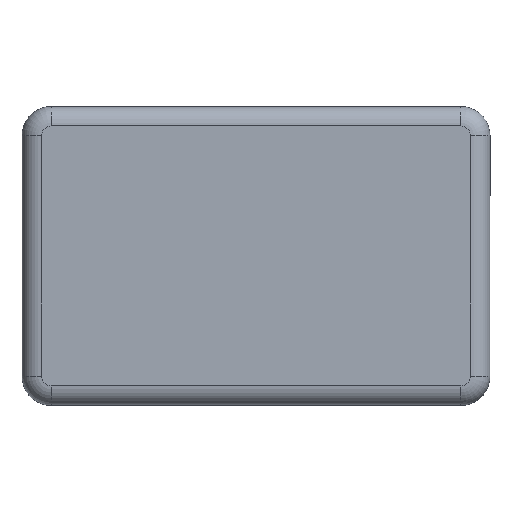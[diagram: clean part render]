
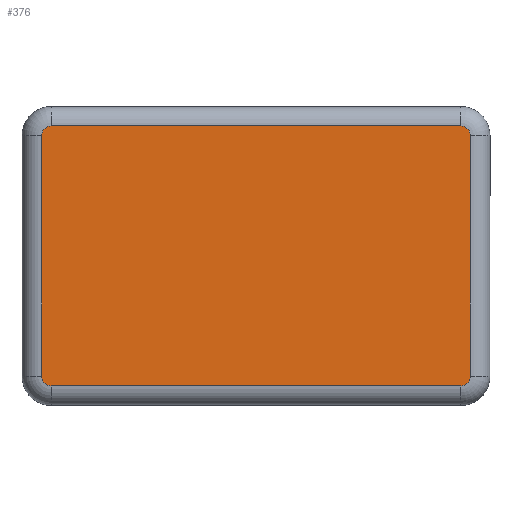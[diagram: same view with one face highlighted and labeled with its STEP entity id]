
A CAD part, top view. The second image highlights one B-rep face of the part: STEP entity #376.
In plain terms, the highlighted planar face has unit normal (0, 0, 1).
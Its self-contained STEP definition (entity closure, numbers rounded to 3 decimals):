
#26 = CARTESIAN_POINT ( 'NONE',  ( -4.841, 14.116, 5.5 ) ) ;
#33 = VERTEX_POINT ( 'NONE', #2102 ) ;
#63 = DIRECTION ( 'NONE',  ( 1., 0., 0. ) ) ;
#74 = CARTESIAN_POINT ( 'NONE',  ( -3.841, 38.716, 5.5 ) ) ;
#241 = EDGE_CURVE ( 'NONE', #362, #858, #2374, .T. ) ;
#262 = VERTEX_POINT ( 'NONE', #1096 ) ;
#362 = VERTEX_POINT ( 'NONE', #1154 ) ;
#376 = ADVANCED_FACE ( 'NONE', ( #2300 ), #526, .T. ) ;
#379 = DIRECTION ( 'NONE',  ( 1., 0., 0. ) ) ;
#382 = LINE ( 'NONE', #1015, #827 ) ;
#387 = VECTOR ( 'NONE', #1089, 1000. ) ;
#392 = VERTEX_POINT ( 'NONE', #1414 ) ;
#409 = EDGE_CURVE ( 'NONE', #858, #884, #2067, .T. ) ;
#526 = PLANE ( 'NONE',  #2574 ) ;
#530 = EDGE_CURVE ( 'NONE', #1434, #362, #382, .T. ) ;
#616 = DIRECTION ( 'NONE',  ( 0., 0., 1. ) ) ;
#717 = DIRECTION ( 'NONE',  ( 1., 0., 0. ) ) ;
#827 = VECTOR ( 'NONE', #2770, 1000. ) ;
#846 = EDGE_LOOP ( 'NONE', ( #1629, #2637, #1963, #1955, #2385, #1581, #2734, #2175 ) ) ;
#858 = VERTEX_POINT ( 'NONE', #2727 ) ;
#884 = VERTEX_POINT ( 'NONE', #26 ) ;
#945 = AXIS2_PLACEMENT_3D ( 'NONE', #2701, #2724, #717 ) ;
#946 = DIRECTION ( 'NONE',  ( 1., 0., 0. ) ) ;
#964 = DIRECTION ( 'NONE',  ( 0., 0., 1. ) ) ;
#978 = LINE ( 'NONE', #1937, #387 ) ;
#1003 = CIRCLE ( 'NONE', #945, 1. ) ;
#1015 = CARTESIAN_POINT ( 'NONE',  ( -3.841, 39.716, 5.5 ) ) ;
#1089 = DIRECTION ( 'NONE',  ( 0., 1., 0. ) ) ;
#1096 = CARTESIAN_POINT ( 'NONE',  ( 39.059, 38.716, 5.5 ) ) ;
#1154 = CARTESIAN_POINT ( 'NONE',  ( -3.841, 39.716, 5.5 ) ) ;
#1161 = CARTESIAN_POINT ( 'NONE',  ( 38.059, 13.116, 5.5 ) ) ;
#1180 = CARTESIAN_POINT ( 'NONE',  ( -3.841, 38.716, 5.5 ) ) ;
#1249 = AXIS2_PLACEMENT_3D ( 'NONE', #74, #1824, #946 ) ;
#1296 = AXIS2_PLACEMENT_3D ( 'NONE', #2115, #1448, #379 ) ;
#1372 = EDGE_CURVE ( 'NONE', #884, #1787, #1459, .T. ) ;
#1381 = EDGE_CURVE ( 'NONE', #262, #1434, #1570, .T. ) ;
#1414 = CARTESIAN_POINT ( 'NONE',  ( 38.059, 13.116, 5.5 ) ) ;
#1434 = VERTEX_POINT ( 'NONE', #2326 ) ;
#1448 = DIRECTION ( 'NONE',  ( 0., 0., 1. ) ) ;
#1458 = EDGE_CURVE ( 'NONE', #33, #262, #978, .T. ) ;
#1459 = CIRCLE ( 'NONE', #1296, 1. ) ;
#1570 = CIRCLE ( 'NONE', #2756, 1. ) ;
#1581 = ORIENTED_EDGE ( 'NONE', *, *, #2206, .T. ) ;
#1629 = ORIENTED_EDGE ( 'NONE', *, *, #1381, .T. ) ;
#1734 = DIRECTION ( 'NONE',  ( 1., 0., 0. ) ) ;
#1787 = VERTEX_POINT ( 'NONE', #1927 ) ;
#1805 = LINE ( 'NONE', #1161, #2547 ) ;
#1824 = DIRECTION ( 'NONE',  ( 0., 0., 1. ) ) ;
#1911 = CARTESIAN_POINT ( 'NONE',  ( -4.841, 14.116, 5.5 ) ) ;
#1920 = DIRECTION ( 'NONE',  ( 0., -1., 0. ) ) ;
#1927 = CARTESIAN_POINT ( 'NONE',  ( -3.841, 13.116, 5.5 ) ) ;
#1937 = CARTESIAN_POINT ( 'NONE',  ( 39.059, 38.716, 5.5 ) ) ;
#1955 = ORIENTED_EDGE ( 'NONE', *, *, #409, .T. ) ;
#1963 = ORIENTED_EDGE ( 'NONE', *, *, #241, .T. ) ;
#2003 = VECTOR ( 'NONE', #1920, 1000. ) ;
#2067 = LINE ( 'NONE', #1911, #2003 ) ;
#2102 = CARTESIAN_POINT ( 'NONE',  ( 39.059, 14.116, 5.5 ) ) ;
#2115 = CARTESIAN_POINT ( 'NONE',  ( -3.841, 14.116, 5.5 ) ) ;
#2175 = ORIENTED_EDGE ( 'NONE', *, *, #1458, .T. ) ;
#2206 = EDGE_CURVE ( 'NONE', #1787, #392, #1805, .T. ) ;
#2300 = FACE_OUTER_BOUND ( 'NONE', #846, .T. ) ;
#2326 = CARTESIAN_POINT ( 'NONE',  ( 38.059, 39.716, 5.5 ) ) ;
#2374 = CIRCLE ( 'NONE', #1249, 1. ) ;
#2385 = ORIENTED_EDGE ( 'NONE', *, *, #1372, .T. ) ;
#2502 = DIRECTION ( 'NONE',  ( 1., 0., 0. ) ) ;
#2547 = VECTOR ( 'NONE', #63, 1000. ) ;
#2574 = AXIS2_PLACEMENT_3D ( 'NONE', #1180, #964, #2502 ) ;
#2637 = ORIENTED_EDGE ( 'NONE', *, *, #530, .T. ) ;
#2693 = EDGE_CURVE ( 'NONE', #392, #33, #1003, .T. ) ;
#2701 = CARTESIAN_POINT ( 'NONE',  ( 38.059, 14.116, 5.5 ) ) ;
#2724 = DIRECTION ( 'NONE',  ( 0., 0., 1. ) ) ;
#2727 = CARTESIAN_POINT ( 'NONE',  ( -4.841, 38.716, 5.5 ) ) ;
#2734 = ORIENTED_EDGE ( 'NONE', *, *, #2693, .T. ) ;
#2756 = AXIS2_PLACEMENT_3D ( 'NONE', #2794, #616, #1734 ) ;
#2770 = DIRECTION ( 'NONE',  ( -1., 0., 0. ) ) ;
#2794 = CARTESIAN_POINT ( 'NONE',  ( 38.059, 38.716, 5.5 ) ) ;
